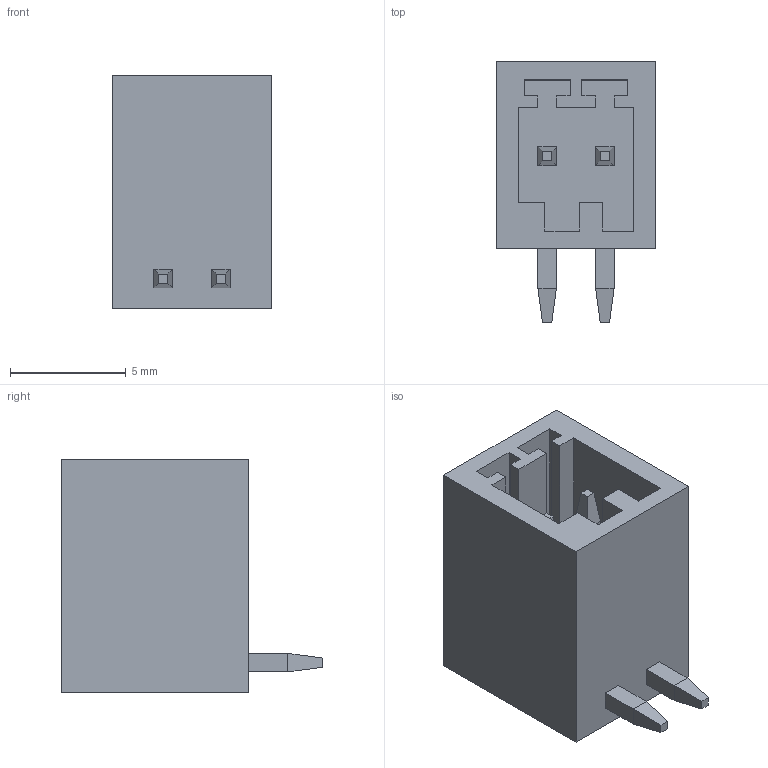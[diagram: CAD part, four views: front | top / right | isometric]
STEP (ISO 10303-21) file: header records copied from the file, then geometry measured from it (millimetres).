
FILE_DESCRIPTION(('CATIA V5R24 STEP','CAx-IF Rec.Pracs.--- Model Styling and Organization---1.2---2011-12-15'),'2;1');
FILE_NAME ('D1462117_0', '2016-04-19T13:31:52+00:00', ('Weidmueller Interface'), ('Weidmueller'), 'CATIA Version 5-6 Release 2014 SP4', 'CATIA V5 STEP AP214', 'none');
FILE_SCHEMA(('AUTOMOTIVE_DESIGN { 1 0 10303 214 1 1 1 1 }'));
Length unit declared in the file: millimetre
Products named in the file (1): 2439660000_SL 2.50/02/90G 3.2SN BK BX
Bounding box: 6.9 x 11.3 x 10.1 mm (x, y, z)
Volume: 391.3 mm3; surface area: 685.1 mm2
Topology: 2 solids, 3 shells, 81 faces, 194 edges, 124 vertices
Faces by surface type: plane 81
Entity records: 2385 total; most frequent: CARTESIAN_POINT 400, ORIENTED_EDGE 388, DIRECTION 356, VECTOR 194, EDGE_CURVE 194, LINE 194, VERTEX_POINT 124, EDGE_LOOP 86
